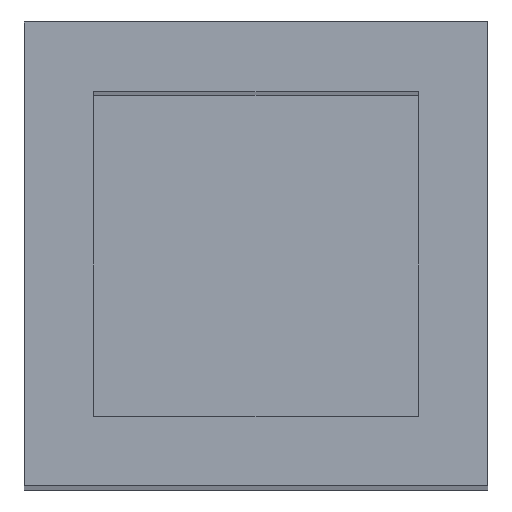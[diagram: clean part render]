
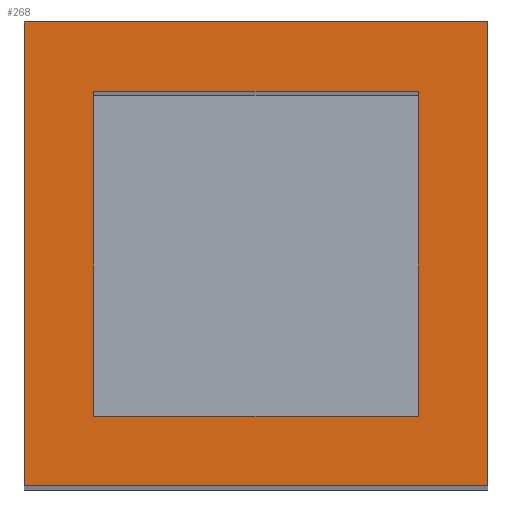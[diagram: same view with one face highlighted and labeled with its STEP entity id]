
A CAD part, top view. The second image highlights one B-rep face of the part: STEP entity #268.
In plain terms, the highlighted planar face has unit normal (0, 0, 1).
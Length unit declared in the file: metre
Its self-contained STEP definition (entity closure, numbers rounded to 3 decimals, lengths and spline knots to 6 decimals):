
#12=ORIENTED_EDGE('',*,*,#84,.F.);
#13=ORIENTED_EDGE('',*,*,#85,.T.);
#14=ORIENTED_EDGE('',*,*,#86,.T.);
#15=ORIENTED_EDGE('',*,*,#87,.F.);
#16=ORIENTED_EDGE('',*,*,#88,.F.);
#17=ORIENTED_EDGE('',*,*,#89,.F.);
#18=ORIENTED_EDGE('',*,*,#90,.T.);
#19=ORIENTED_EDGE('',*,*,#91,.T.);
#84=EDGE_CURVE('',#120,#121,#144,.T.);
#85=EDGE_CURVE('',#120,#122,#145,.T.);
#86=EDGE_CURVE('',#122,#123,#146,.T.);
#87=EDGE_CURVE('',#121,#123,#147,.T.);
#88=EDGE_CURVE('',#124,#125,#148,.T.);
#89=EDGE_CURVE('',#126,#124,#149,.T.);
#90=EDGE_CURVE('',#126,#127,#150,.T.);
#91=EDGE_CURVE('',#127,#125,#151,.T.);
#120=VERTEX_POINT('',#386);
#121=VERTEX_POINT('',#387);
#122=VERTEX_POINT('',#389);
#123=VERTEX_POINT('',#391);
#124=VERTEX_POINT('',#394);
#125=VERTEX_POINT('',#395);
#126=VERTEX_POINT('',#397);
#127=VERTEX_POINT('',#399);
#144=LINE('',#385,#180);
#145=LINE('',#388,#181);
#146=LINE('',#390,#182);
#147=LINE('',#392,#183);
#148=LINE('',#393,#184);
#149=LINE('',#396,#185);
#150=LINE('',#398,#186);
#151=LINE('',#400,#187);
#180=VECTOR('',#317,1.);
#181=VECTOR('',#318,1.);
#182=VECTOR('',#319,1.);
#183=VECTOR('',#320,1.);
#184=VECTOR('',#321,1.);
#185=VECTOR('',#322,1.);
#186=VECTOR('',#323,1.);
#187=VECTOR('',#324,1.);
#216=EDGE_LOOP('',(#12,#13,#14,#15));
#217=EDGE_LOOP('',(#16,#17,#18,#19));
#234=FACE_BOUND('',#216,.T.);
#235=FACE_BOUND('',#217,.T.);
#252=PLANE('',#297);
#268=ADVANCED_FACE('',(#234,#235),#252,.T.);
#297=AXIS2_PLACEMENT_3D('',#384,#315,#316);
#315=DIRECTION('',(0.,0.,1.));
#316=DIRECTION('',(1.,0.,0.));
#317=DIRECTION('',(0.,-1.,0.));
#318=DIRECTION('',(-1.,0.,0.));
#319=DIRECTION('',(0.,-1.,0.));
#320=DIRECTION('',(-1.,0.,0.));
#321=DIRECTION('',(0.,-1.,0.));
#322=DIRECTION('',(-1.,0.,0.));
#323=DIRECTION('',(0.,-1.,0.));
#324=DIRECTION('',(-1.,0.,0.));
#384=CARTESIAN_POINT('',(0.,0.,0.05));
#385=CARTESIAN_POINT('',(0.005,0.,0.05));
#386=CARTESIAN_POINT('',(0.005,0.005,0.05));
#387=CARTESIAN_POINT('',(0.005,-0.005,0.05));
#388=CARTESIAN_POINT('',(0.,0.005,0.05));
#389=CARTESIAN_POINT('',(-0.005,0.005,0.05));
#390=CARTESIAN_POINT('',(-0.005,0.,0.05));
#391=CARTESIAN_POINT('',(-0.005,-0.005,0.05));
#392=CARTESIAN_POINT('',(0.,-0.005,0.05));
#393=CARTESIAN_POINT('',(-0.0035,0.,0.05));
#394=CARTESIAN_POINT('',(-0.0035,0.0035,0.05));
#395=CARTESIAN_POINT('',(-0.0035,-0.0035,0.05));
#396=CARTESIAN_POINT('',(0.,0.0035,0.05));
#397=CARTESIAN_POINT('',(0.0035,0.0035,0.05));
#398=CARTESIAN_POINT('',(0.0035,0.,0.05));
#399=CARTESIAN_POINT('',(0.0035,-0.0035,0.05));
#400=CARTESIAN_POINT('',(0.,-0.0035,0.05));
